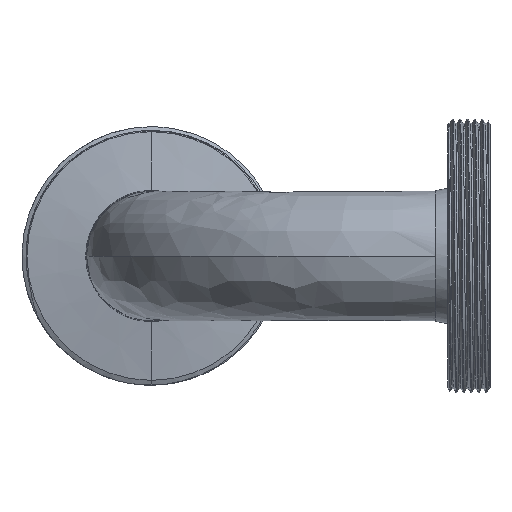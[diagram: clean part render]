
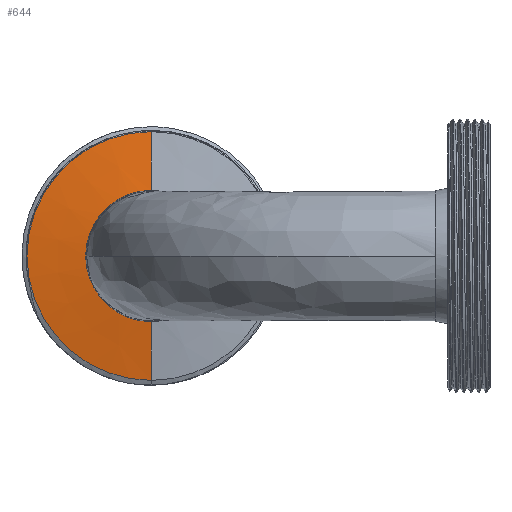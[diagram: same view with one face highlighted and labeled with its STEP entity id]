
A CAD part, left-side view. The second image highlights one B-rep face of the part: STEP entity #644.
In plain terms, the highlighted conical face has half-angle 81.327 degrees and reference radius 25 mm.
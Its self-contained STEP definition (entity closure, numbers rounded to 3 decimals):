
#644 = ADVANCED_FACE ( 'NONE', ( #3071 ), #823, .T. ) ;
#823 = CONICAL_SURFACE ( 'NONE', #9593, 25., 1.419 ) ;
#897 = DIRECTION ( 'NONE',  ( 1., 0., 0. ) ) ;
#1268 = EDGE_CURVE ( 'NONE', #11975, #10379, #7315, .T. ) ;
#1570 = CARTESIAN_POINT ( 'NONE',  ( -10.243, 65., 0. ) ) ;
#2446 = CARTESIAN_POINT ( 'NONE',  ( -8.443, 65., 25. ) ) ;
#2755 = CARTESIAN_POINT ( 'NONE',  ( -8.443, 65., -25. ) ) ;
#3071 = FACE_OUTER_BOUND ( 'NONE', #13155, .T. ) ;
#4035 = EDGE_CURVE ( 'NONE', #4814, #10379, #4093, .T. ) ;
#4093 = LINE ( 'NONE', #2755, #4508 ) ;
#4508 = VECTOR ( 'NONE', #10307, 1000. ) ;
#4814 = VERTEX_POINT ( 'NONE', #11240 ) ;
#5116 = CARTESIAN_POINT ( 'NONE',  ( -8.443, 65., 0. ) ) ;
#5260 = DIRECTION ( 'NONE',  ( 0., 0., -1. ) ) ;
#5315 = ORIENTED_EDGE ( 'NONE', *, *, #5501, .T. ) ;
#5316 = AXIS2_PLACEMENT_3D ( 'NONE', #9878, #7464, #9809 ) ;
#5501 = EDGE_CURVE ( 'NONE', #9106, #11975, #10655, .T. ) ;
#5658 = CARTESIAN_POINT ( 'NONE',  ( -8.443, 65., 25. ) ) ;
#6271 = CIRCLE ( 'NONE', #13058, 13.2 ) ;
#6730 = DIRECTION ( 'NONE',  ( 0.151, 0., 0.989 ) ) ;
#7039 = DIRECTION ( 'NONE',  ( -1., 0., 0. ) ) ;
#7315 = CIRCLE ( 'NONE', #5316, 25. ) ;
#7464 = DIRECTION ( 'NONE',  ( -1., 0., 0. ) ) ;
#8569 = ORIENTED_EDGE ( 'NONE', *, *, #1268, .T. ) ;
#9106 = VERTEX_POINT ( 'NONE', #10242 ) ;
#9593 = AXIS2_PLACEMENT_3D ( 'NONE', #5116, #897, #5260 ) ;
#9809 = DIRECTION ( 'NONE',  ( 0., 0., 1. ) ) ;
#9878 = CARTESIAN_POINT ( 'NONE',  ( -8.443, 65., 0. ) ) ;
#10242 = CARTESIAN_POINT ( 'NONE',  ( -10.243, 65., 13.2 ) ) ;
#10307 = DIRECTION ( 'NONE',  ( 0.151, 0., -0.989 ) ) ;
#10379 = VERTEX_POINT ( 'NONE', #10860 ) ;
#10655 = LINE ( 'NONE', #2446, #12890 ) ;
#10860 = CARTESIAN_POINT ( 'NONE',  ( -8.443, 65., -25. ) ) ;
#11240 = CARTESIAN_POINT ( 'NONE',  ( -10.243, 65., -13.2 ) ) ;
#11975 = VERTEX_POINT ( 'NONE', #5658 ) ;
#12750 = ORIENTED_EDGE ( 'NONE', *, *, #4035, .F. ) ;
#12887 = ORIENTED_EDGE ( 'NONE', *, *, #13506, .F. ) ;
#12890 = VECTOR ( 'NONE', #6730, 1000. ) ;
#13058 = AXIS2_PLACEMENT_3D ( 'NONE', #1570, #7039, #13420 ) ;
#13155 = EDGE_LOOP ( 'NONE', ( #12887, #5315, #8569, #12750 ) ) ;
#13420 = DIRECTION ( 'NONE',  ( 0., 0., 1. ) ) ;
#13506 = EDGE_CURVE ( 'NONE', #9106, #4814, #6271, .T. ) ;
